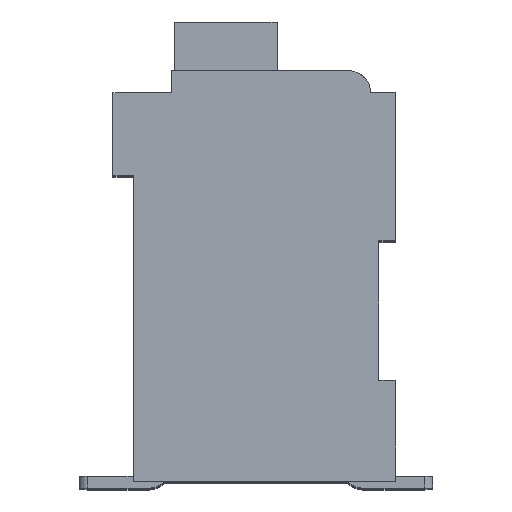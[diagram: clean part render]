
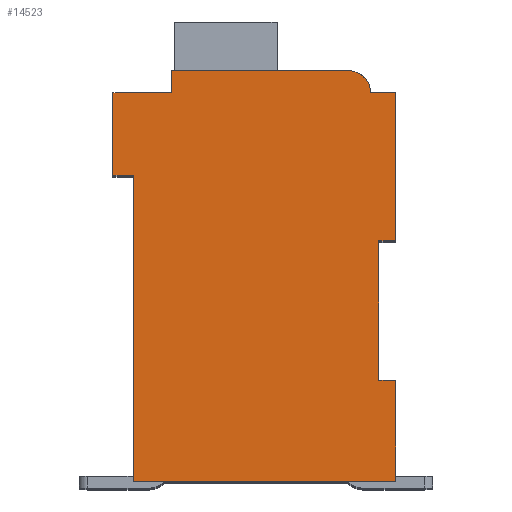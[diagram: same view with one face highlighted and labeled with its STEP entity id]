
A CAD part, top view. The second image highlights one B-rep face of the part: STEP entity #14523.
In plain terms, the highlighted planar face has unit normal (0, 0, 1).
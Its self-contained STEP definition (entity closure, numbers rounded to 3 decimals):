
#3658=DIRECTION('',(1.,0.,0.));
#3659=VECTOR('',#3658,0.5);
#3660=CARTESIAN_POINT('',(7.3,7.15,2.1));
#3661=LINE('',#3660,#3659);
#3662=DIRECTION('',(0.,1.,0.));
#3663=VECTOR('',#3662,4.15);
#3664=CARTESIAN_POINT('',(7.3,3.,2.1));
#3665=LINE('',#3664,#3663);
#3666=DIRECTION('',(-1.,0.,0.));
#3667=VECTOR('',#3666,0.5);
#3668=CARTESIAN_POINT('',(7.8,3.,2.1));
#3669=LINE('',#3668,#3667);
#3670=DIRECTION('',(0.,1.,0.));
#3671=VECTOR('',#3670,3.);
#3672=CARTESIAN_POINT('',(7.8,0.,2.1));
#3673=LINE('',#3672,#3671);
#3674=DIRECTION('',(1.,0.,0.));
#3675=VECTOR('',#3674,7.8);
#3676=CARTESIAN_POINT('',(0.,0.,2.1));
#3677=LINE('',#3676,#3675);
#3678=DIRECTION('',(0.,-1.,0.));
#3679=VECTOR('',#3678,9.1);
#3680=CARTESIAN_POINT('',(0.,9.1,2.1));
#3681=LINE('',#3680,#3679);
#3682=DIRECTION('',(1.,0.,0.));
#3683=VECTOR('',#3682,0.6);
#3684=CARTESIAN_POINT('',(-0.6,9.1,2.1));
#3685=LINE('',#3684,#3683);
#3686=DIRECTION('',(0.,-1.,0.));
#3687=VECTOR('',#3686,2.45);
#3688=CARTESIAN_POINT('',(-0.6,11.55,2.1));
#3689=LINE('',#3688,#3687);
#3690=DIRECTION('',(-1.,0.,0.));
#3691=VECTOR('',#3690,1.75);
#3692=CARTESIAN_POINT('',(1.15,11.55,2.1));
#3693=LINE('',#3692,#3691);
#3694=DIRECTION('',(0.,-1.,0.));
#3695=VECTOR('',#3694,0.65);
#3696=CARTESIAN_POINT('',(1.15,12.2,2.1));
#3697=LINE('',#3696,#3695);
#3698=DIRECTION('',(-1.,0.,0.));
#3699=VECTOR('',#3698,5.25);
#3700=CARTESIAN_POINT('',(6.4,12.2,2.1));
#3701=LINE('',#3700,#3699);
#3702=CARTESIAN_POINT('',(6.4,11.55,2.1));
#3703=DIRECTION('',(0.,0.,1.));
#3704=DIRECTION('',(1.,0.,0.));
#3705=AXIS2_PLACEMENT_3D('',#3702,#3703,#3704);
#3707=DIRECTION('',(-1.,0.,0.));
#3708=VECTOR('',#3707,0.75);
#3709=CARTESIAN_POINT('',(7.8,11.55,2.1));
#3710=LINE('',#3709,#3708);
#3711=DIRECTION('',(0.,1.,0.));
#3712=VECTOR('',#3711,4.4);
#3713=CARTESIAN_POINT('',(7.8,7.15,2.1));
#3714=LINE('',#3713,#3712);
#8111=CARTESIAN_POINT('',(7.3,7.15,2.1));
#8112=CARTESIAN_POINT('',(7.8,7.15,2.1));
#8113=VERTEX_POINT('',#8111);
#8114=VERTEX_POINT('',#8112);
#8115=CARTESIAN_POINT('',(7.8,11.55,2.1));
#8116=VERTEX_POINT('',#8115);
#8117=CARTESIAN_POINT('',(7.05,11.55,2.1));
#8118=VERTEX_POINT('',#8117);
#8119=CARTESIAN_POINT('',(6.4,12.2,2.1));
#8120=VERTEX_POINT('',#8119);
#8121=CARTESIAN_POINT('',(1.15,12.2,2.1));
#8122=VERTEX_POINT('',#8121);
#8123=CARTESIAN_POINT('',(1.15,11.55,2.1));
#8124=VERTEX_POINT('',#8123);
#8125=CARTESIAN_POINT('',(-0.6,11.55,2.1));
#8126=VERTEX_POINT('',#8125);
#8127=CARTESIAN_POINT('',(-0.6,9.1,2.1));
#8128=VERTEX_POINT('',#8127);
#8129=CARTESIAN_POINT('',(0.,9.1,2.1));
#8130=VERTEX_POINT('',#8129);
#8131=CARTESIAN_POINT('',(0.,0.,2.1));
#8132=VERTEX_POINT('',#8131);
#8133=CARTESIAN_POINT('',(7.8,0.,2.1));
#8134=VERTEX_POINT('',#8133);
#8135=CARTESIAN_POINT('',(7.8,3.,2.1));
#8136=VERTEX_POINT('',#8135);
#8137=CARTESIAN_POINT('',(7.3,3.,2.1));
#8138=VERTEX_POINT('',#8137);
#14502=CARTESIAN_POINT('',(0.,0.,2.1));
#14503=DIRECTION('',(0.,0.,1.));
#14504=DIRECTION('',(1.,0.,0.));
#14505=AXIS2_PLACEMENT_3D('',#14502,#14503,#14504);
#14506=PLANE('',#14505);
#14507=ORIENTED_EDGE('',*,*,#10656,.F.);
#14508=ORIENTED_EDGE('',*,*,#11090,.F.);
#14509=ORIENTED_EDGE('',*,*,#11414,.F.);
#14510=ORIENTED_EDGE('',*,*,#11619,.F.);
#14511=ORIENTED_EDGE('',*,*,#11864,.F.);
#14512=ORIENTED_EDGE('',*,*,#12197,.F.);
#14513=ORIENTED_EDGE('',*,*,#12724,.F.);
#14514=ORIENTED_EDGE('',*,*,#12868,.F.);
#14515=ORIENTED_EDGE('',*,*,#13083,.F.);
#14516=ORIENTED_EDGE('',*,*,#13512,.F.);
#14517=ORIENTED_EDGE('',*,*,#13842,.F.);
#14518=ORIENTED_EDGE('',*,*,#13134,.F.);
#14519=ORIENTED_EDGE('',*,*,#13383,.F.);
#14520=ORIENTED_EDGE('',*,*,#10985,.F.);
#14521=EDGE_LOOP('',(#14507,#14508,#14509,#14510,#14511,#14512,#14513,#14514,
#14515,#14516,#14517,#14518,#14519,#14520));
#14522=FACE_OUTER_BOUND('',#14521,.F.);
#3706=CIRCLE('',#3705,0.65);
#10656=EDGE_CURVE('',#8113,#8114,#3661,.T.);
#10985=EDGE_CURVE('',#8114,#8116,#3714,.T.);
#11090=EDGE_CURVE('',#8138,#8113,#3665,.T.);
#11414=EDGE_CURVE('',#8136,#8138,#3669,.T.);
#11619=EDGE_CURVE('',#8134,#8136,#3673,.T.);
#11864=EDGE_CURVE('',#8132,#8134,#3677,.T.);
#12197=EDGE_CURVE('',#8130,#8132,#3681,.T.);
#12724=EDGE_CURVE('',#8128,#8130,#3685,.T.);
#12868=EDGE_CURVE('',#8126,#8128,#3689,.T.);
#13083=EDGE_CURVE('',#8124,#8126,#3693,.T.);
#13134=EDGE_CURVE('',#8118,#8120,#3706,.T.);
#13383=EDGE_CURVE('',#8116,#8118,#3710,.T.);
#13512=EDGE_CURVE('',#8122,#8124,#3697,.T.);
#13842=EDGE_CURVE('',#8120,#8122,#3701,.T.);
#14523=ADVANCED_FACE('',(#14522),#14506,.T.);
